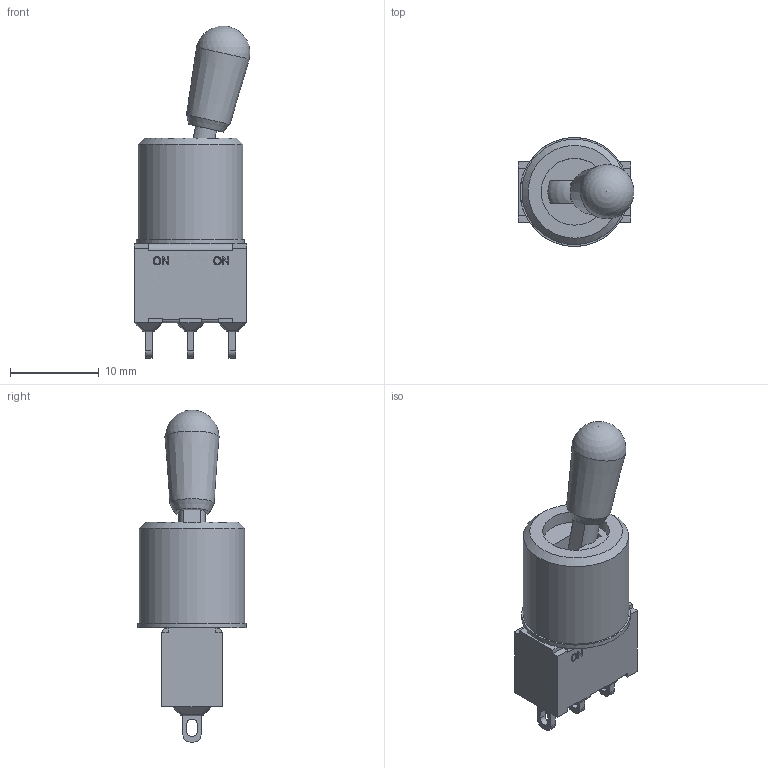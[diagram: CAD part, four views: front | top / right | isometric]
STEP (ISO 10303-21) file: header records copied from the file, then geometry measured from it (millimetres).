
FILE_DESCRIPTION((' '),'2;1');
FILE_NAME('100SPxT7B13M1xE.stp','2017-08-02T09:22:17',(' '),(' '),' ','ACIS',' ');
FILE_SCHEMA(('CONFIG_CONTROL_DESIGN'));
Length unit declared in the file: inch
Products named in the file (1): 100SPxT7B13M1xE.stp
Bounding box: 13.04 x 12.22 x 37.34 mm (x, y, z)
Volume: 2128.6 mm3; surface area: 1874.9 mm2
Topology: 1 solids, 5 shells, 259 faces, 648 edges, 401 vertices
Faces by surface type: plane 172, cylinder 54, bspline 16, sphere 14, cone 3
Full cylindrical faces by diameter (mm): 7.5 x2
Entity records: 7757 total; most frequent: CARTESIAN_POINT 1537, ORIENTED_EDGE 1274, DIRECTION 1226, EDGE_CURVE 637, VECTOR 468, LINE 468, VERTEX_POINT 396, AXIS2_PLACEMENT_3D 379
